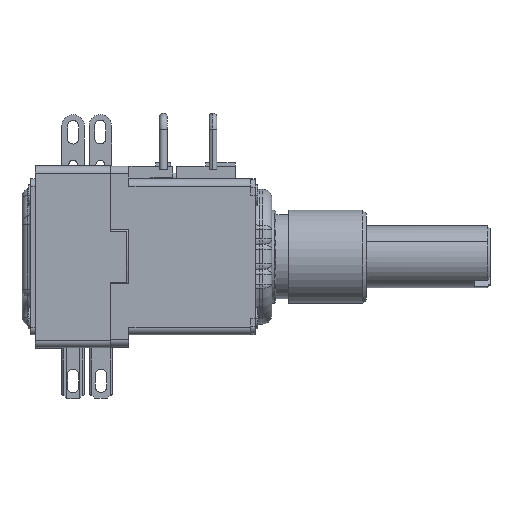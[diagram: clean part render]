
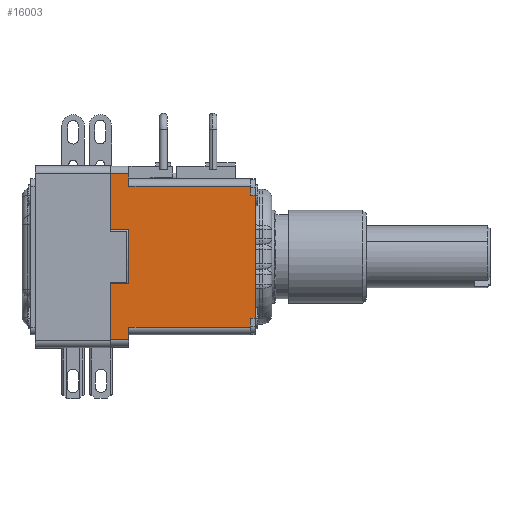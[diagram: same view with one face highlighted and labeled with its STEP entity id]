
A CAD part, left-side view. The second image highlights one B-rep face of the part: STEP entity #16003.
In plain terms, the highlighted planar face has unit normal (-1, 0, 0).
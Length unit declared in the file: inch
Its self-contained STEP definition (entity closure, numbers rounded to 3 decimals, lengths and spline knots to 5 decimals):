
#241=DIRECTION('',(0.,0.,1.));
#242=VECTOR('',#241,0.216);
#243=CARTESIAN_POINT('',(-0.3125,0.052,-0.108));
#244=LINE('',#243,#242);
#482=DIRECTION('',(0.,0.,1.));
#483=VECTOR('',#482,0.05);
#484=CARTESIAN_POINT('',(-0.3125,0.052,0.2825));
#485=LINE('',#484,#483);
#532=DIRECTION('',(0.,0.,1.));
#533=VECTOR('',#532,0.05);
#534=CARTESIAN_POINT('',(-0.3125,0.052,-0.3325));
#535=LINE('',#534,#533);
#3543=DIRECTION('',(0.,-1.,0.));
#3544=VECTOR('',#3543,0.075);
#3545=CARTESIAN_POINT('',(-0.3125,0.127,-0.3325));
#3546=LINE('',#3545,#3544);
#3556=DIRECTION('',(0.,1.,0.));
#3557=VECTOR('',#3556,0.075);
#3558=CARTESIAN_POINT('',(-0.3125,0.052,0.108));
#3559=LINE('',#3558,#3557);
#3560=DIRECTION('',(0.,0.,1.));
#3561=VECTOR('',#3560,0.2245);
#3562=CARTESIAN_POINT('',(-0.3125,0.127,0.108));
#3563=LINE('',#3562,#3561);
#3564=DIRECTION('',(0.,1.,0.));
#3565=VECTOR('',#3564,0.018);
#3566=CARTESIAN_POINT('',(-0.3125,-0.454,-0.247));
#3567=LINE('',#3566,#3565);
#3568=DIRECTION('',(0.,0.,1.));
#3569=VECTOR('',#3568,0.2245);
#3570=CARTESIAN_POINT('',(-0.3125,0.127,-0.3325));
#3571=LINE('',#3570,#3569);
#3572=DIRECTION('',(0.,1.,0.));
#3573=VECTOR('',#3572,0.075);
#3574=CARTESIAN_POINT('',(-0.3125,0.052,-0.108));
#3575=LINE('',#3574,#3573);
#3590=DIRECTION('',(0.,-1.,0.));
#3591=VECTOR('',#3590,0.075);
#3592=CARTESIAN_POINT('',(-0.3125,0.127,0.3325));
#3593=LINE('',#3592,#3591);
#3594=DIRECTION('',(0.,1.,0.));
#3595=VECTOR('',#3594,0.488);
#3596=CARTESIAN_POINT('',(-0.3125,-0.436,0.2825));
#3597=LINE('',#3596,#3595);
#3632=DIRECTION('',(0.,0.,1.));
#3633=VECTOR('',#3632,0.0355);
#3634=CARTESIAN_POINT('',(-0.3125,-0.436,-0.2825));
#3635=LINE('',#3634,#3633);
#3640=DIRECTION('',(0.,0.,1.));
#3641=VECTOR('',#3640,0.0355);
#3642=CARTESIAN_POINT('',(-0.3125,-0.436,0.247));
#3643=LINE('',#3642,#3641);
#3822=DIRECTION('',(0.,0.,-1.));
#3823=VECTOR('',#3822,0.494);
#3824=CARTESIAN_POINT('',(-0.3125,-0.454,0.247));
#3825=LINE('',#3824,#3823);
#4177=DIRECTION('',(0.,-1.,0.));
#4178=VECTOR('',#4177,0.488);
#4179=CARTESIAN_POINT('',(-0.3125,0.052,-0.2825));
#4180=LINE('',#4179,#4178);
#4197=DIRECTION('',(0.,1.,0.));
#4198=VECTOR('',#4197,0.018);
#4199=CARTESIAN_POINT('',(-0.3125,-0.454,0.247));
#4200=LINE('',#4199,#4198);
#8659=CARTESIAN_POINT('',(-0.3125,-0.436,-0.2825));
#8661=VERTEX_POINT('',#8659);
#8664=CARTESIAN_POINT('',(-0.3125,-0.436,0.2825));
#8666=VERTEX_POINT('',#8664);
#8801=CARTESIAN_POINT('',(-0.3125,-0.454,-0.247));
#8803=VERTEX_POINT('',#8801);
#8835=CARTESIAN_POINT('',(-0.3125,-0.454,0.247));
#8836=VERTEX_POINT('',#8835);
#9115=CARTESIAN_POINT('',(-0.3125,-0.436,-0.247));
#9117=VERTEX_POINT('',#9115);
#9119=CARTESIAN_POINT('',(-0.3125,-0.436,0.247));
#9121=VERTEX_POINT('',#9119);
#9451=CARTESIAN_POINT('',(-0.3125,0.052,-0.3325));
#9453=VERTEX_POINT('',#9451);
#9456=CARTESIAN_POINT('',(-0.3125,0.052,0.3325));
#9458=VERTEX_POINT('',#9456);
#9615=CARTESIAN_POINT('',(-0.3125,0.127,-0.3325));
#9616=CARTESIAN_POINT('',(-0.3125,0.127,-0.108));
#9617=VERTEX_POINT('',#9615);
#9618=VERTEX_POINT('',#9616);
#9619=CARTESIAN_POINT('',(-0.3125,0.127,0.108));
#9620=CARTESIAN_POINT('',(-0.3125,0.127,0.3325));
#9621=VERTEX_POINT('',#9619);
#9622=VERTEX_POINT('',#9620);
#10507=CARTESIAN_POINT('',(-0.3125,0.052,-0.2825));
#10508=VERTEX_POINT('',#10507);
#10509=CARTESIAN_POINT('',(-0.3125,0.052,0.2825));
#10510=VERTEX_POINT('',#10509);
#10525=CARTESIAN_POINT('',(-0.3125,0.052,0.108));
#10526=VERTEX_POINT('',#10525);
#10527=CARTESIAN_POINT('',(-0.3125,0.052,-0.108));
#10528=VERTEX_POINT('',#10527);
#15972=CARTESIAN_POINT('',(-0.3125,0.,-0.3125));
#15973=DIRECTION('',(-1.,0.,0.));
#15974=DIRECTION('',(0.,0.,1.));
#15975=AXIS2_PLACEMENT_3D('',#15972,#15973,#15974);
#15976=PLANE('',#15975);
#15977=ORIENTED_EDGE('',*,*,#11485,.T.);
#15978=ORIENTED_EDGE('',*,*,#11457,.T.);
#15979=ORIENTED_EDGE('',*,*,#11604,.T.);
#15981=ORIENTED_EDGE('',*,*,#15980,.T.);
#15982=ORIENTED_EDGE('',*,*,#11729,.F.);
#15984=ORIENTED_EDGE('',*,*,#15983,.F.);
#15986=ORIENTED_EDGE('',*,*,#15985,.F.);
#15988=ORIENTED_EDGE('',*,*,#15987,.F.);
#15990=ORIENTED_EDGE('',*,*,#15989,.T.);
#15992=ORIENTED_EDGE('',*,*,#15991,.T.);
#15994=ORIENTED_EDGE('',*,*,#15993,.F.);
#15996=ORIENTED_EDGE('',*,*,#15995,.F.);
#15997=ORIENTED_EDGE('',*,*,#11775,.F.);
#15998=ORIENTED_EDGE('',*,*,#15965,.F.);
#15999=ORIENTED_EDGE('',*,*,#11617,.T.);
#16000=ORIENTED_EDGE('',*,*,#11517,.F.);
#16001=EDGE_LOOP('',(#15977,#15978,#15979,#15981,#15982,#15984,#15986,#15988,
#15990,#15992,#15994,#15996,#15997,#15998,#15999,#16000));
#16002=FACE_OUTER_BOUND('',#16001,.F.);
#16003=ADVANCED_FACE('',(#16002),#15976,.T.);
#11457=EDGE_CURVE('',#10526,#9621,#3559,.T.);
#11485=EDGE_CURVE('',#10528,#10526,#244,.T.);
#11517=EDGE_CURVE('',#10528,#9618,#3575,.T.);
#11604=EDGE_CURVE('',#9621,#9622,#3563,.T.);
#11617=EDGE_CURVE('',#9617,#9618,#3571,.T.);
#11729=EDGE_CURVE('',#10510,#9458,#485,.T.);
#11775=EDGE_CURVE('',#9453,#10508,#535,.T.);
#15965=EDGE_CURVE('',#9617,#9453,#3546,.T.);
#15980=EDGE_CURVE('',#9622,#9458,#3593,.T.);
#15983=EDGE_CURVE('',#8666,#10510,#3597,.T.);
#15985=EDGE_CURVE('',#9121,#8666,#3643,.T.);
#15987=EDGE_CURVE('',#8836,#9121,#4200,.T.);
#15989=EDGE_CURVE('',#8836,#8803,#3825,.T.);
#15991=EDGE_CURVE('',#8803,#9117,#3567,.T.);
#15993=EDGE_CURVE('',#8661,#9117,#3635,.T.);
#15995=EDGE_CURVE('',#10508,#8661,#4180,.T.);
